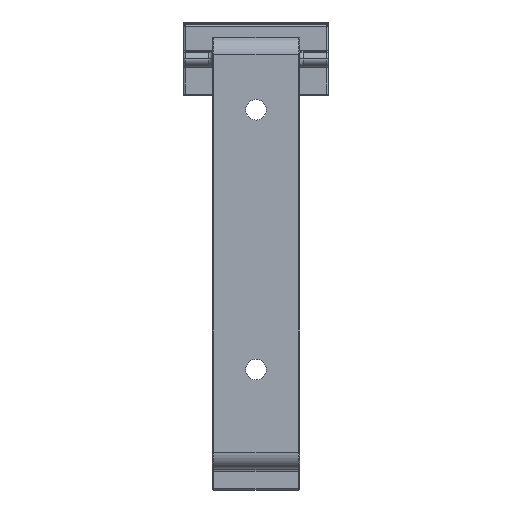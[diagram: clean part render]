
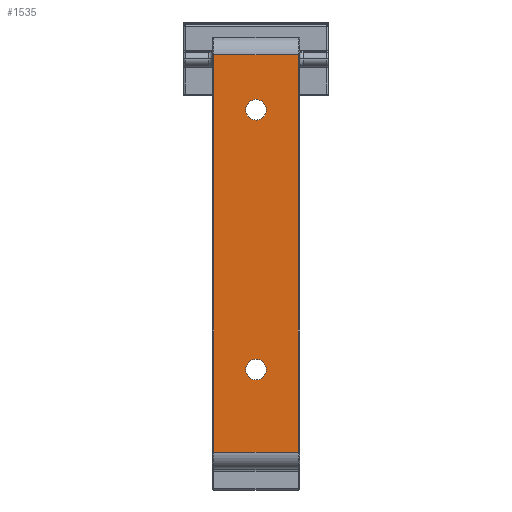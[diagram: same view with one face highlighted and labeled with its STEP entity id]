
A CAD part, front view. The second image highlights one B-rep face of the part: STEP entity #1535.
In plain terms, the highlighted planar face has unit normal (0, -1, 0).
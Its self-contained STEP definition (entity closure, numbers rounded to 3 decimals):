
#3 = CARTESIAN_POINT ( 'NONE',  ( -12.25, 0., -5.492 ) ) ;
#4 = CARTESIAN_POINT ( 'NONE',  ( 21., 0., -121. ) ) ;
#430 = CIRCLE ( 'NONE', #7337, 3. ) ;
#456 = DIRECTION ( 'NONE',  ( 0., 1., 0. ) ) ;
#592 = CARTESIAN_POINT ( 'NONE',  ( 0., 0., -100. ) ) ;
#962 = LINE ( 'NONE', #1666, #2339 ) ;
#983 = EDGE_CURVE ( 'NONE', #1050, #7985, #4883, .T. ) ;
#1050 = VERTEX_POINT ( 'NONE', #8541 ) ;
#1053 = EDGE_CURVE ( 'NONE', #7182, #1339, #2489, .T. ) ;
#1092 = AXIS2_PLACEMENT_3D ( 'NONE', #8311, #6810, #4905 ) ;
#1315 = ORIENTED_EDGE ( 'NONE', *, *, #1053, .T. ) ;
#1339 = VERTEX_POINT ( 'NONE', #4992 ) ;
#1405 = EDGE_CURVE ( 'NONE', #2084, #7276, #6607, .T. ) ;
#1515 = VECTOR ( 'NONE', #5944, 1000. ) ;
#1535 = ADVANCED_FACE ( 'NONE', ( #5346, #8084, #8708 ), #8622, .F. ) ;
#1658 = DIRECTION ( 'NONE',  ( 0., 1., 0. ) ) ;
#1666 = CARTESIAN_POINT ( 'NONE',  ( -12.25, 0., -121. ) ) ;
#1705 = DIRECTION ( 'NONE',  ( 0., 0., -1. ) ) ;
#1900 = EDGE_LOOP ( 'NONE', ( #4105, #7674 ) ) ;
#1986 = DIRECTION ( 'NONE',  ( 0., 0., 1. ) ) ;
#2032 = DIRECTION ( 'NONE',  ( 0., 1., 0. ) ) ;
#2084 = VERTEX_POINT ( 'NONE', #5006 ) ;
#2339 = VECTOR ( 'NONE', #1705, 1000. ) ;
#2345 = DIRECTION ( 'NONE',  ( 0., 0., 1. ) ) ;
#2479 = ORIENTED_EDGE ( 'NONE', *, *, #2612, .F. ) ;
#2487 = CARTESIAN_POINT ( 'NONE',  ( -12.25, 0., -121. ) ) ;
#2489 = LINE ( 'NONE', #7878, #1515 ) ;
#2612 = EDGE_CURVE ( 'NONE', #7182, #3533, #6844, .T. ) ;
#2781 = AXIS2_PLACEMENT_3D ( 'NONE', #3141, #456, #7039 ) ;
#2793 = EDGE_LOOP ( 'NONE', ( #5789, #7095 ) ) ;
#3068 = CARTESIAN_POINT ( 'NONE',  ( 0., 0., -21.5 ) ) ;
#3141 = CARTESIAN_POINT ( 'NONE',  ( 0., 0., -97. ) ) ;
#3533 = VERTEX_POINT ( 'NONE', #2487 ) ;
#3549 = EDGE_CURVE ( 'NONE', #6316, #3533, #962, .T. ) ;
#3945 = ORIENTED_EDGE ( 'NONE', *, *, #6175, .T. ) ;
#4105 = ORIENTED_EDGE ( 'NONE', *, *, #1405, .T. ) ;
#4166 = CIRCLE ( 'NONE', #1092, 3. ) ;
#4492 = DIRECTION ( 'NONE',  ( -1., 0., 0. ) ) ;
#4831 = EDGE_CURVE ( 'NONE', #7985, #1050, #4166, .T. ) ;
#4883 = CIRCLE ( 'NONE', #5892, 3. ) ;
#4905 = DIRECTION ( 'NONE',  ( 0., 0., 1. ) ) ;
#4992 = CARTESIAN_POINT ( 'NONE',  ( 12.25, 0., -5.492 ) ) ;
#5004 = ORIENTED_EDGE ( 'NONE', *, *, #3549, .T. ) ;
#5006 = CARTESIAN_POINT ( 'NONE',  ( 0., 0., -94. ) ) ;
#5300 = DIRECTION ( 'NONE',  ( -1., 0., 0. ) ) ;
#5346 = FACE_BOUND ( 'NONE', #1900, .T. ) ;
#5748 = AXIS2_PLACEMENT_3D ( 'NONE', #7911, #2032, #1986 ) ;
#5789 = ORIENTED_EDGE ( 'NONE', *, *, #983, .T. ) ;
#5892 = AXIS2_PLACEMENT_3D ( 'NONE', #3068, #7091, #6425 ) ;
#5944 = DIRECTION ( 'NONE',  ( 0., 0., 1. ) ) ;
#6175 = EDGE_CURVE ( 'NONE', #1339, #6316, #7616, .T. ) ;
#6316 = VERTEX_POINT ( 'NONE', #3 ) ;
#6340 = CARTESIAN_POINT ( 'NONE',  ( 12.25, 0., -121. ) ) ;
#6378 = CARTESIAN_POINT ( 'NONE',  ( 0., 0., -97. ) ) ;
#6425 = DIRECTION ( 'NONE',  ( 0., 0., 1. ) ) ;
#6607 = CIRCLE ( 'NONE', #2781, 3. ) ;
#6774 = EDGE_LOOP ( 'NONE', ( #2479, #1315, #3945, #5004 ) ) ;
#6810 = DIRECTION ( 'NONE',  ( 0., 1., 0. ) ) ;
#6844 = LINE ( 'NONE', #4, #7410 ) ;
#7039 = DIRECTION ( 'NONE',  ( 0., 0., 1. ) ) ;
#7091 = DIRECTION ( 'NONE',  ( 0., 1., 0. ) ) ;
#7095 = ORIENTED_EDGE ( 'NONE', *, *, #4831, .T. ) ;
#7101 = EDGE_CURVE ( 'NONE', #7276, #2084, #430, .T. ) ;
#7171 = CARTESIAN_POINT ( 'NONE',  ( 21., 0., -5.492 ) ) ;
#7182 = VERTEX_POINT ( 'NONE', #6340 ) ;
#7276 = VERTEX_POINT ( 'NONE', #592 ) ;
#7337 = AXIS2_PLACEMENT_3D ( 'NONE', #6378, #1658, #2345 ) ;
#7391 = CARTESIAN_POINT ( 'NONE',  ( 0., 0., -24.5 ) ) ;
#7410 = VECTOR ( 'NONE', #5300, 1000. ) ;
#7567 = VECTOR ( 'NONE', #4492, 1000. ) ;
#7616 = LINE ( 'NONE', #7171, #7567 ) ;
#7674 = ORIENTED_EDGE ( 'NONE', *, *, #7101, .T. ) ;
#7878 = CARTESIAN_POINT ( 'NONE',  ( 12.25, 0., -5.492 ) ) ;
#7911 = CARTESIAN_POINT ( 'NONE',  ( 21., 0., -5.492 ) ) ;
#7985 = VERTEX_POINT ( 'NONE', #7391 ) ;
#8084 = FACE_BOUND ( 'NONE', #2793, .T. ) ;
#8311 = CARTESIAN_POINT ( 'NONE',  ( 0., 0., -21.5 ) ) ;
#8541 = CARTESIAN_POINT ( 'NONE',  ( 0., 0., -18.5 ) ) ;
#8622 = PLANE ( 'NONE',  #5748 ) ;
#8708 = FACE_OUTER_BOUND ( 'NONE', #6774, .T. ) ;
